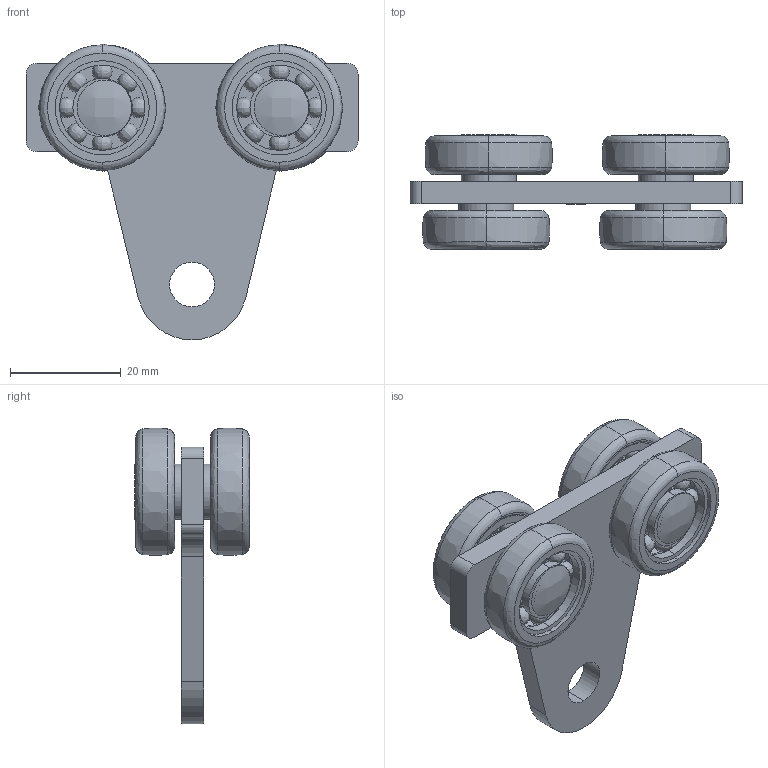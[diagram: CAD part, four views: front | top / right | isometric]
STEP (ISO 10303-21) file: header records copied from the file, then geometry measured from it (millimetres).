
FILE_DESCRIPTION (( 'STEP AP214' ), '1' );
FILE_NAME ('0042207.step', '2024-01-04T12:48:22', ( '' ), ( '' ), 'SwSTEP 2.0', 'SolidWorks 2020', '' );
FILE_SCHEMA (( 'AUTOMOTIVE_DESIGN' ));
Length unit declared in the file: millimetre
Products named in the file (1): 0042207
Bounding box: 60 x 20.7 x 53.44 mm (x, y, z)
Volume: 15760.4 mm3; surface area: 17441.7 mm2
Topology: 51 solids, 51 shells, 299 faces, 675 edges, 358 vertices
Faces by surface type: bspline 146, cylinder 102, plane 51
Entity records: 14552 total; most frequent: CARTESIAN_POINT 5095, DIRECTION 1175, ORIENTED_EDGE 1094, EDGE_CURVE 547, AXIS2_PLACEMENT_3D 526, CIRCLE 372, VERTEX_POINT 358, UNCERTAINTY_MEASURE_WITH_UNIT 352
